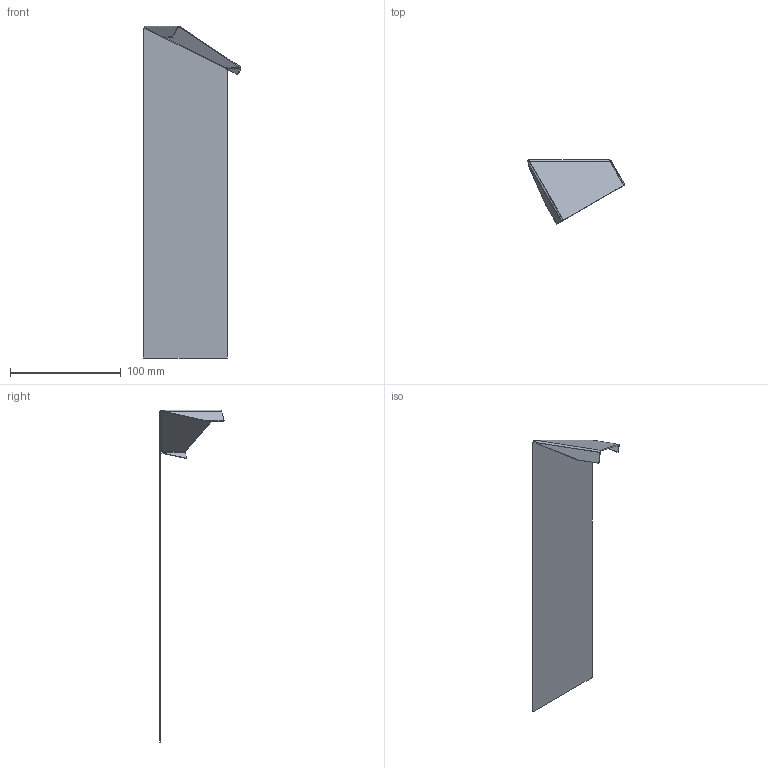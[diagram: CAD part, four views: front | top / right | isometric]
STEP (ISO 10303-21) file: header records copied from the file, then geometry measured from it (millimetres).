
FILE_DESCRIPTION (( 'STEP AP214' ), '1' );
FILE_NAME ('6287050.stp', '2016-06-17T13:26:27', ( '' ), ( '' ), 'SwSTEP 2.0', 'SolidWorks 2014', '' );
FILE_SCHEMA (( 'AUTOMOTIVE_DESIGN' ));
Length unit declared in the file: millimetre
Products named in the file (2): 078327_Standard; 6287050
Assembly tree (1 placements, depth 2):
  6287050
    078327_Standard
Bounding box: 88.39 x 58.17 x 300.02 mm (x, y, z)
Volume: 19948.2 mm3; surface area: 50730.1 mm2
Topology: 1 solids, 1 shells, 37 faces, 77 edges, 42 vertices
Faces by surface type: plane 24, cylinder 8, bspline 5
Entity records: 1180 total; most frequent: CARTESIAN_POINT 358, ORIENTED_EDGE 154, DIRECTION 140, EDGE_CURVE 77, VECTOR 48, LINE 48, AXIS2_PLACEMENT_3D 46, VERTEX_POINT 42
